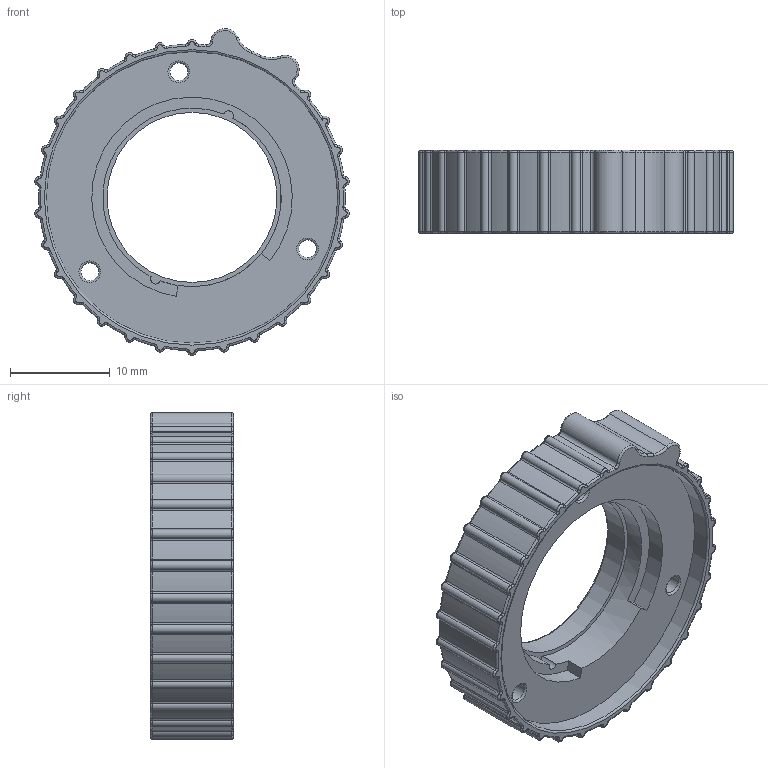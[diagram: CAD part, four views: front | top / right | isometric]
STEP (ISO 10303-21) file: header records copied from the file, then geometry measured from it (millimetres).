
FILE_DESCRIPTION(/* description */ ('STEP AP214'),/* implementation_level */ '2;1');
FILE_NAME(/* name */ '6019aa7ef29bc81267d8a46e',/* time_stamp */ '2021-02-02T19:39:44+00:00',/* author */ (''),/* organization */ (''),/* preprocessor_version */ 'ST-DEVELOPER v18.1',/* originating_system */ ' ',/* authorisation */ ' ');
FILE_SCHEMA (('AUTOMOTIVE_DESIGN {1 0 10303 214 3 1 1}'));
Length unit declared in the file: metre
Products named in the file (1): Part 1
Bounding box: 31.58 x 8.34 x 32.84 mm (x, y, z)
Volume: 3368.4 mm3; surface area: 2623.1 mm2
Topology: 1 solids, 1 shells, 370 faces, 861 edges, 495 vertices
Faces by surface type: torus 238, cylinder 125, plane 7
Full cylindrical faces by diameter (mm): 1.778 x3, 17.081 x1, 29.286 x1
Entity records: 10683 total; most frequent: DIRECTION 2305, CARTESIAN_POINT 1720, ORIENTED_EDGE 1694, AXIS2_PLACEMENT_3D 1089, EDGE_CURVE 847, CIRCLE 718, VERTEX_POINT 494, EDGE_LOOP 393
